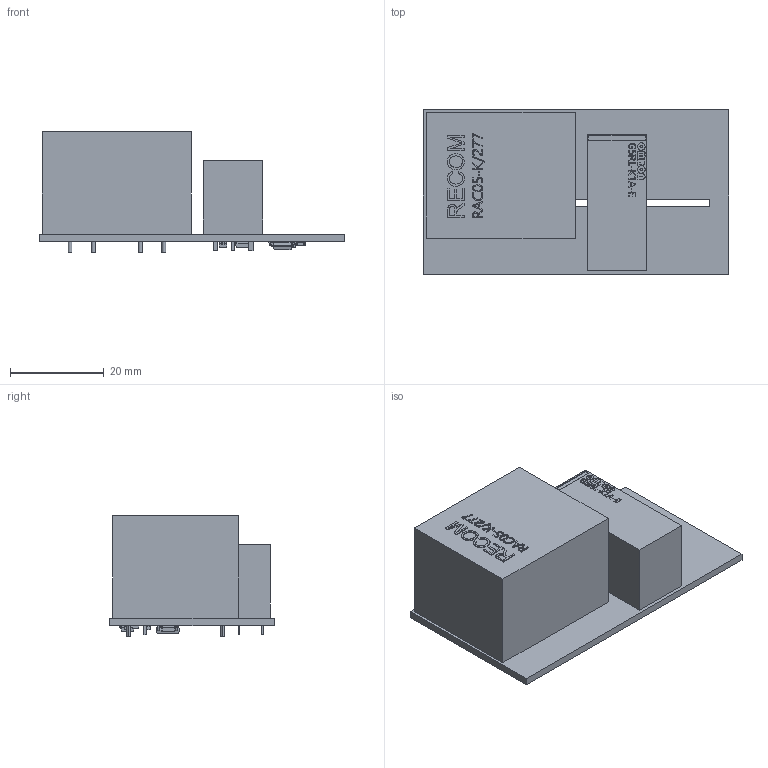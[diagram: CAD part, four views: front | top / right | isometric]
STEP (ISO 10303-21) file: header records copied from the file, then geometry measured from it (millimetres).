
FILE_DESCRIPTION(('Open CASCADE Model'),'2;1');
FILE_NAME('Open CASCADE Shape Model','2019-08-06T23:23:47',('Author'),( 'Open CASCADE'),'Open CASCADE STEP processor 6.8','Open CASCADE 6.8' ,'Unknown');
FILE_SCHEMA(('AUTOMOTIVE_DESIGN { 1 0 10303 214 1 1 1 1 }'));
Length unit declared in the file: millimetre
Products named in the file (24): PCB; Board; Open CASCADE STEP translator 6.8 1.1.1; U1; User_Library-SOIC-8-1; R1; CR2012-0805; PS1; RAC05-K-277; K1; G5RL-K1A-E-DC12; D3; User_Library-SOD-123; D2; D1; C3; 70096708; C2; C1
Assembly tree (37 placements, depth 3):
  PCB
    Board
      Open CASCADE STEP translator 6.8 1.1.1
    U1
      User_Library-SOIC-8-1
    R1
      CR2012-0805
    PS1
      RAC05-K-277
    K1
      G5RL-K1A-E-DC12
    D3
      User_Library-SOD-123
    D2
      User_Library-SOD-123
    D1
      User_Library-SOD-123
    C3
      70096708
      70096708
      70096708
      70096708
      70096708
      70096708
    C2
      70096708
      70096708
      70096708
      70096708
      70096708
      70096708
    C1
      70096708
      70096708
      70096708
      70096708
      70096708
      70096708
Bounding box: 65 x 35 x 25.95 mm (x, y, z)
Volume: 27749.1 mm3; surface area: 11533.7 mm2
Topology: 29 solids, 29 shells, 1337 faces, 3710 edges, 2481 vertices
Faces by surface type: plane 888, cylinder 223, bspline 128, sphere 74, torus 24
Entity records: 39705 total; most frequent: CARTESIAN_POINT 13354, ORIENTED_EDGE 4600, DIRECTION 3756, EDGE_CURVE 2300, LINE 1752, VECTOR 1752, VERTEX_POINT 1543, AXIS2_PLACEMENT_3D 1002
